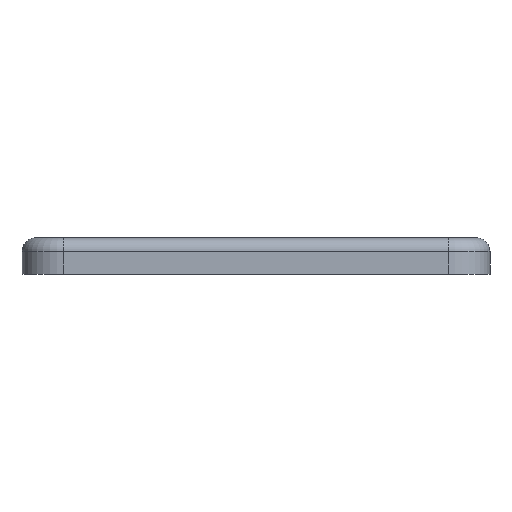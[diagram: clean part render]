
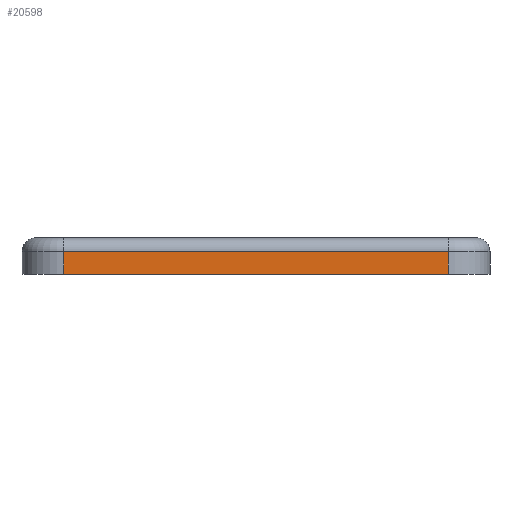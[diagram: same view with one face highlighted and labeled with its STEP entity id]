
A CAD part, left-side view. The second image highlights one B-rep face of the part: STEP entity #20598.
In plain terms, the highlighted planar face has unit normal (-1, 0, 0).
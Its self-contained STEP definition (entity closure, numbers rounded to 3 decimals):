
#307=PLANE('',#20824);
#1427=FACE_OUTER_BOUND('',#2646,.T.);
#2646=EDGE_LOOP('',(#18417,#18418,#18419,#18420));
#3898=LINE('',#40767,#5177);
#3899=LINE('',#40770,#5178);
#3930=LINE('',#40837,#5209);
#3931=LINE('',#40838,#5210);
#5177=VECTOR('',#22443,10.);
#5178=VECTOR('',#22446,10.);
#5209=VECTOR('',#22485,10.);
#5210=VECTOR('',#22486,10.);
#9133=VERTEX_POINT('',#40759);
#9134=VERTEX_POINT('',#40763);
#9136=VERTEX_POINT('',#40769);
#9168=VERTEX_POINT('',#40836);
#12232=EDGE_CURVE('',#9133,#9134,#3898,.T.);
#12233=EDGE_CURVE('',#9134,#9136,#3899,.T.);
#12267=EDGE_CURVE('',#9168,#9133,#3930,.T.);
#12268=EDGE_CURVE('',#9136,#9168,#3931,.T.);
#18417=ORIENTED_EDGE('',*,*,#12232,.F.);
#18418=ORIENTED_EDGE('',*,*,#12267,.F.);
#18419=ORIENTED_EDGE('',*,*,#12268,.F.);
#18420=ORIENTED_EDGE('',*,*,#12233,.F.);
#20598=ADVANCED_FACE('',(#1427),#307,.T.);
#20824=AXIS2_PLACEMENT_3D('',#40835,#22483,#22484);
#22443=DIRECTION('',(0.,0.,-1.));
#22446=DIRECTION('',(0.,1.,0.));
#22483=DIRECTION('center_axis',(-1.,0.,0.));
#22484=DIRECTION('ref_axis',(0.,-1.,0.));
#22485=DIRECTION('',(0.,-1.,0.));
#22486=DIRECTION('',(0.,0.,1.));
#40759=CARTESIAN_POINT('',(5.058,-165.37,18.));
#40763=CARTESIAN_POINT('',(5.058,-165.37,10.));
#40767=CARTESIAN_POINT('',(5.058,-165.37,0.));
#40769=CARTESIAN_POINT('',(5.058,-27.67,10.));
#40770=CARTESIAN_POINT('',(5.058,-54.595,10.));
#40835=CARTESIAN_POINT('Origin',(5.058,-12.67,0.));
#40836=CARTESIAN_POINT('',(5.058,-27.67,18.));
#40837=CARTESIAN_POINT('',(5.058,-54.595,18.));
#40838=CARTESIAN_POINT('',(5.058,-27.67,0.));
